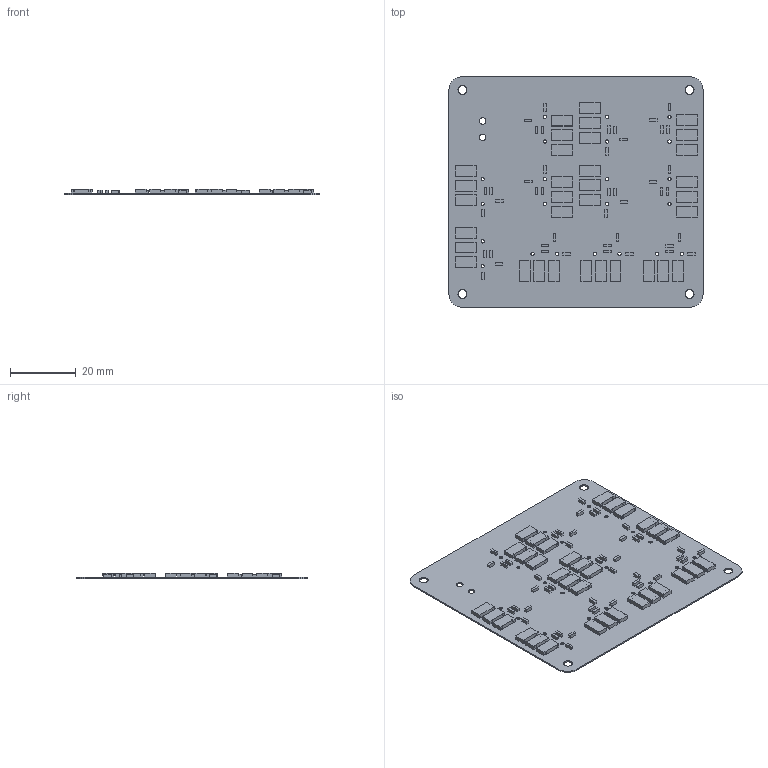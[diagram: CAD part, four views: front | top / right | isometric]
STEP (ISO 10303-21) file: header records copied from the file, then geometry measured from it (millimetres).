
FILE_DESCRIPTION(('Open CASCADE Model'),'2;1');
FILE_NAME('Open CASCADE Shape Model','2024-01-23T16:44:37',('Author'),( 'Open CASCADE'),'Open CASCADE STEP processor 7.5','Open CASCADE 7.5' ,'Unknown');
FILE_SCHEMA(('AUTOMOTIVE_DESIGN { 1 0 10303 214 1 1 1 1 }'));
Length unit declared in the file: millimetre
Products named in the file (210): Open CASCADE STEP translator 7.5 231; Open CASCADE STEP translator 7.5 232; Open CASCADE STEP translator 7.5 233; Open CASCADE STEP translator 7.5 234; Open CASCADE STEP translator 7.5 235; Open CASCADE STEP translator 7.5 236; Open CASCADE STEP translator 7.5 237; Open CASCADE STEP translator 7.5 238; Open CASCADE STEP translator 7.5 239; Open CASCADE STEP translator 7.5 240; Open CASCADE STEP translator 7.5 241; Open CASCADE STEP translator 7.5 242; Open CASCADE STEP translator 7.5 243; Open CASCADE STEP translator 7.5 244; Open CASCADE STEP translator 7.5 245; Open CASCADE STEP translator 7.5 246; Open CASCADE STEP translator 7.5 247; Open CASCADE STEP translator 7.5 248; Open CASCADE STEP translator 7.5 249; Open CASCADE STEP translator 7.5 250; Open CASCADE STEP translator 7.5 251; Open CASCADE STEP translator 7.5 252; Open CASCADE STEP translator 7.5 253; Open CASCADE STEP translator 7.5 254; Open CASCADE STEP translator 7.5 255; Open CASCADE STEP translator 7.5 256; Open CASCADE STEP translator 7.5 257; Open CASCADE STEP translator 7.5 258; Open CASCADE STEP translator 7.5 259; Open CASCADE STEP translator 7.5 260; Open CASCADE STEP translator 7.5 261; Open CASCADE STEP translator 7.5 262; Open CASCADE STEP translator 7.5 263; Open CASCADE STEP translator 7.5 264; Open CASCADE STEP translator 7.5 265; Open CASCADE STEP translator 7.5 266; Open CASCADE STEP translator 7.5 267; Open CASCADE STEP translator 7.5 268; Open CASCADE STEP translator 7.5 269; Open CASCADE STEP translator 7.5 270 ...
Bounding box: 77.22 x 69.98 x 1.61 mm (x, y, z)
Volume: 3159.5 mm3; surface area: 13874.7 mm2
Topology: 210 solids, 210 shells, 1292 faces, 2616 edges, 1744 vertices
Faces by surface type: plane 1260, cylinder 32
Full cylindrical faces by diameter (mm): 1 x22, 2 x2, 2.738 x4
Entity records: 36523 total; most frequent: CARTESIAN_POINT 5653, DIRECTION 5266, ORIENTED_EDGE 5232, EDGE_CURVE 2616, LINE 2552, VECTOR 2552, VERTEX_POINT 1744, AXIS2_PLACEMENT_3D 1357
